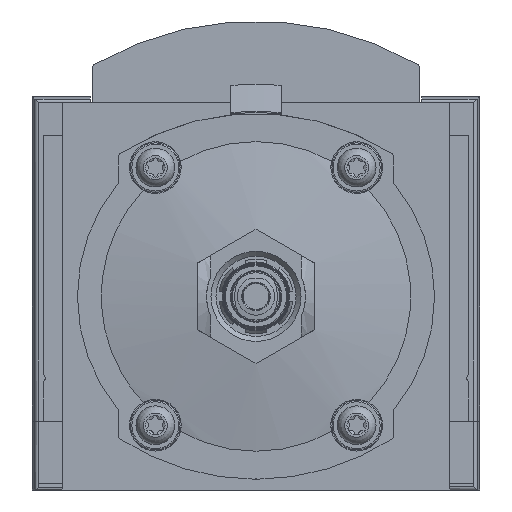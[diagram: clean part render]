
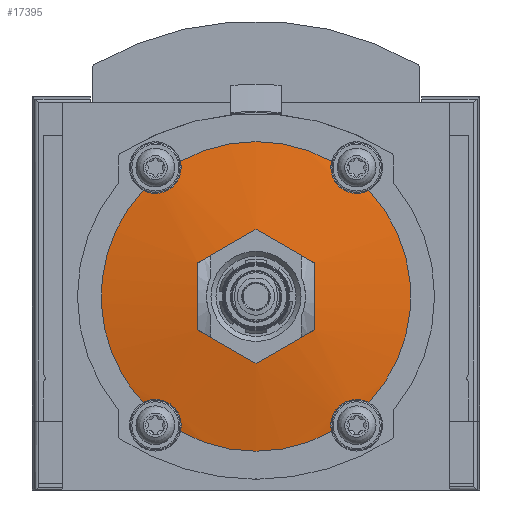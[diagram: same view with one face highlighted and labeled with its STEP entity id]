
A CAD part, front view. The second image highlights one B-rep face of the part: STEP entity #17395.
In plain terms, the highlighted spherical face has radius 160 mm.
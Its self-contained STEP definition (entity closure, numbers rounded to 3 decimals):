
#134=SPHERICAL_SURFACE('',#18362,160.);
#3355=B_SPLINE_CURVE_WITH_KNOTS('',3,(#24934,#24935,#24936,#24937,#24938,
#24939,#24940),.UNSPECIFIED.,.F.,.F.,(4,1,1,1,4),(0.,0.003,
0.007,0.01,0.014),
 .UNSPECIFIED.);
#3356=B_SPLINE_CURVE_WITH_KNOTS('',3,(#24944,#24945,#24946,#24947,#24948,
#24949,#24950),.UNSPECIFIED.,.F.,.F.,(4,1,1,1,4),(0.,0.003,
0.007,0.01,0.014),.UNSPECIFIED.);
#3357=B_SPLINE_CURVE_WITH_KNOTS('',3,(#24954,#24955,#24956,#24957,#24958,
#24959,#24960),.UNSPECIFIED.,.F.,.F.,(4,1,1,1,4),(0.,0.003,
0.007,0.01,0.014),
 .UNSPECIFIED.);
#3358=B_SPLINE_CURVE_WITH_KNOTS('',3,(#24964,#24965,#24966,#24967,#24968,
#24969,#24970),.UNSPECIFIED.,.F.,.F.,(4,1,1,1,4),(0.,0.003,
0.007,0.01,0.014),
 .UNSPECIFIED.);
#3797=ORIENTED_EDGE('',*,*,#7716,.F.);
#3798=ORIENTED_EDGE('',*,*,#7717,.T.);
#3799=ORIENTED_EDGE('',*,*,#7718,.F.);
#3800=ORIENTED_EDGE('',*,*,#7719,.T.);
#3801=ORIENTED_EDGE('',*,*,#7720,.F.);
#3802=ORIENTED_EDGE('',*,*,#7721,.T.);
#3803=ORIENTED_EDGE('',*,*,#7722,.F.);
#3804=ORIENTED_EDGE('',*,*,#7723,.T.);
#3805=ORIENTED_EDGE('',*,*,#7724,.F.);
#3806=ORIENTED_EDGE('',*,*,#7725,.F.);
#3807=ORIENTED_EDGE('',*,*,#7726,.F.);
#3808=ORIENTED_EDGE('',*,*,#7727,.F.);
#3809=ORIENTED_EDGE('',*,*,#7728,.F.);
#3810=ORIENTED_EDGE('',*,*,#7729,.F.);
#7716=EDGE_CURVE('',#9651,#9652,#10893,.T.);
#7717=EDGE_CURVE('',#9651,#9653,#3355,.T.);
#7718=EDGE_CURVE('',#9654,#9653,#10894,.T.);
#7719=EDGE_CURVE('',#9654,#9655,#3356,.T.);
#7720=EDGE_CURVE('',#9656,#9655,#10895,.T.);
#7721=EDGE_CURVE('',#9656,#9657,#3357,.T.);
#7722=EDGE_CURVE('',#9658,#9657,#10896,.T.);
#7723=EDGE_CURVE('',#9658,#9652,#3358,.T.);
#7724=EDGE_CURVE('',#9659,#9660,#10897,.F.);
#7725=EDGE_CURVE('',#9661,#9659,#10898,.F.);
#7726=EDGE_CURVE('',#9662,#9661,#10899,.F.);
#7727=EDGE_CURVE('',#9663,#9662,#10900,.F.);
#7728=EDGE_CURVE('',#9664,#9663,#10901,.F.);
#7729=EDGE_CURVE('',#9660,#9664,#10902,.F.);
#9651=VERTEX_POINT('',#24932);
#9652=VERTEX_POINT('',#24933);
#9653=VERTEX_POINT('',#24941);
#9654=VERTEX_POINT('',#24943);
#9655=VERTEX_POINT('',#24951);
#9656=VERTEX_POINT('',#24953);
#9657=VERTEX_POINT('',#24961);
#9658=VERTEX_POINT('',#24963);
#9659=VERTEX_POINT('',#24972);
#9660=VERTEX_POINT('',#24973);
#9661=VERTEX_POINT('',#24975);
#9662=VERTEX_POINT('',#24977);
#9663=VERTEX_POINT('',#24979);
#9664=VERTEX_POINT('',#24981);
#10893=CIRCLE('',#18363,35.989);
#10894=CIRCLE('',#18364,35.989);
#10895=CIRCLE('',#18365,35.989);
#10896=CIRCLE('',#18366,35.989);
#10897=CIRCLE('',#18367,159.429);
#10898=CIRCLE('',#18368,159.429);
#10899=CIRCLE('',#18369,159.429);
#10900=CIRCLE('',#18370,159.429);
#10901=CIRCLE('',#18371,159.429);
#10902=CIRCLE('',#18372,159.429);
#11524=EDGE_LOOP('',(#3797,#3798,#3799,#3800,#3801,#3802,#3803,#3804));
#11525=EDGE_LOOP('',(#3805,#3806,#3807,#3808,#3809,#3810));
#12630=FACE_BOUND('',#11524,.T.);
#12631=FACE_BOUND('',#11525,.T.);
#17395=ADVANCED_FACE('',(#12630,#12631),#134,.T.);
#18362=AXIS2_PLACEMENT_3D('',#24930,#20131,#20132);
#18363=AXIS2_PLACEMENT_3D('',#24931,#20133,#20134);
#18364=AXIS2_PLACEMENT_3D('',#24942,#20135,#20136);
#18365=AXIS2_PLACEMENT_3D('',#24952,#20137,#20138);
#18366=AXIS2_PLACEMENT_3D('',#24962,#20139,#20140);
#18367=AXIS2_PLACEMENT_3D('',#24971,#20141,#20142);
#18368=AXIS2_PLACEMENT_3D('',#24974,#20143,#20144);
#18369=AXIS2_PLACEMENT_3D('',#24976,#20145,#20146);
#18370=AXIS2_PLACEMENT_3D('',#24978,#20147,#20148);
#18371=AXIS2_PLACEMENT_3D('',#24980,#20149,#20150);
#18372=AXIS2_PLACEMENT_3D('',#24982,#20151,#20152);
#20131=DIRECTION('',(0.,-1.,0.));
#20132=DIRECTION('',(-1.,0.,0.));
#20133=DIRECTION('',(0.,1.,0.));
#20134=DIRECTION('',(0.,0.,1.));
#20135=DIRECTION('',(0.,1.,0.));
#20136=DIRECTION('',(0.,0.,1.));
#20137=DIRECTION('',(0.,1.,0.));
#20138=DIRECTION('',(0.,0.,1.));
#20139=DIRECTION('',(0.,1.,0.));
#20140=DIRECTION('',(0.,0.,1.));
#20141=DIRECTION('',(0.5,0.,0.866));
#20142=DIRECTION('',(0.866,0.,-0.5));
#20143=DIRECTION('',(1.,0.,0.));
#20144=DIRECTION('',(0.,0.,-1.));
#20145=DIRECTION('',(0.5,0.,-0.866));
#20146=DIRECTION('',(-0.866,0.,-0.5));
#20147=DIRECTION('',(-0.5,0.,-0.866));
#20148=DIRECTION('',(-0.866,0.,0.5));
#20149=DIRECTION('',(-1.,0.,0.));
#20150=DIRECTION('',(0.,0.,1.));
#20151=DIRECTION('',(-0.5,0.,0.866));
#20152=DIRECTION('',(0.866,0.,0.5));
#24930=CARTESIAN_POINT('',(0.,-262.6,0.));
#24931=CARTESIAN_POINT('',(0.,-418.5,0.));
#24932=CARTESIAN_POINT('',(26.22,-418.5,24.651));
#24933=CARTESIAN_POINT('',(26.22,-418.5,-24.651));
#24934=CARTESIAN_POINT('',(26.22,-418.5,24.651));
#24935=CARTESIAN_POINT('',(25.208,-418.756,24.111));
#24936=CARTESIAN_POINT('',(22.893,-419.195,23.624));
#24937=CARTESIAN_POINT('',(19.485,-419.453,24.936));
#24938=CARTESIAN_POINT('',(17.386,-419.196,27.922));
#24939=CARTESIAN_POINT('',(17.296,-418.756,30.292));
#24940=CARTESIAN_POINT('',(17.576,-418.5,31.405));
#24941=CARTESIAN_POINT('',(17.576,-418.5,31.405));
#24942=CARTESIAN_POINT('',(0.,-418.5,0.));
#24943=CARTESIAN_POINT('',(-17.576,-418.5,31.405));
#24944=CARTESIAN_POINT('',(-17.576,-418.5,31.405));
#24945=CARTESIAN_POINT('',(-17.296,-418.756,30.292));
#24946=CARTESIAN_POINT('',(-17.384,-419.195,27.929));
#24947=CARTESIAN_POINT('',(-19.481,-419.453,24.939));
#24948=CARTESIAN_POINT('',(-22.886,-419.196,23.624));
#24949=CARTESIAN_POINT('',(-25.208,-418.756,24.111));
#24950=CARTESIAN_POINT('',(-26.22,-418.5,24.651));
#24951=CARTESIAN_POINT('',(-26.22,-418.5,24.651));
#24952=CARTESIAN_POINT('',(0.,-418.5,0.));
#24953=CARTESIAN_POINT('',(-26.22,-418.5,-24.651));
#24954=CARTESIAN_POINT('',(-26.22,-418.5,-24.651));
#24955=CARTESIAN_POINT('',(-25.208,-418.756,-24.111));
#24956=CARTESIAN_POINT('',(-22.893,-419.195,-23.624));
#24957=CARTESIAN_POINT('',(-19.485,-419.453,-24.936));
#24958=CARTESIAN_POINT('',(-17.386,-419.196,-27.922));
#24959=CARTESIAN_POINT('',(-17.296,-418.756,-30.292));
#24960=CARTESIAN_POINT('',(-17.576,-418.5,-31.405));
#24961=CARTESIAN_POINT('',(-17.576,-418.5,-31.405));
#24962=CARTESIAN_POINT('',(0.,-418.5,0.));
#24963=CARTESIAN_POINT('',(17.576,-418.5,-31.405));
#24964=CARTESIAN_POINT('',(17.576,-418.5,-31.405));
#24965=CARTESIAN_POINT('',(17.296,-418.756,-30.292));
#24966=CARTESIAN_POINT('',(17.384,-419.195,-27.929));
#24967=CARTESIAN_POINT('',(19.481,-419.453,-24.939));
#24968=CARTESIAN_POINT('',(22.886,-419.196,-23.624));
#24969=CARTESIAN_POINT('',(25.208,-418.756,-24.111));
#24970=CARTESIAN_POINT('',(26.22,-418.5,-24.651));
#24971=CARTESIAN_POINT('',(6.75,-262.6,11.691));
#24972=CARTESIAN_POINT('',(13.5,-421.839,7.794));
#24973=CARTESIAN_POINT('',(0.,-421.839,15.588));
#24974=CARTESIAN_POINT('',(13.5,-262.6,0.));
#24975=CARTESIAN_POINT('',(13.5,-421.839,-7.794));
#24976=CARTESIAN_POINT('',(6.75,-262.6,-11.691));
#24977=CARTESIAN_POINT('',(0.,-421.839,-15.588));
#24978=CARTESIAN_POINT('',(-6.75,-262.6,-11.691));
#24979=CARTESIAN_POINT('',(-13.5,-421.839,-7.794));
#24980=CARTESIAN_POINT('',(-13.5,-262.6,0.));
#24981=CARTESIAN_POINT('',(-13.5,-421.839,7.794));
#24982=CARTESIAN_POINT('',(-6.75,-262.6,11.691));
